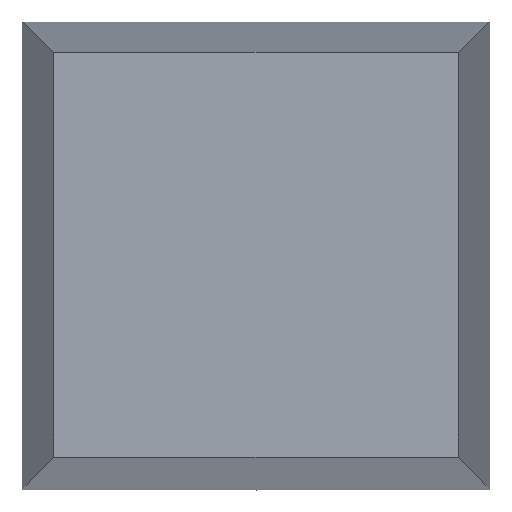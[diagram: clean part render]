
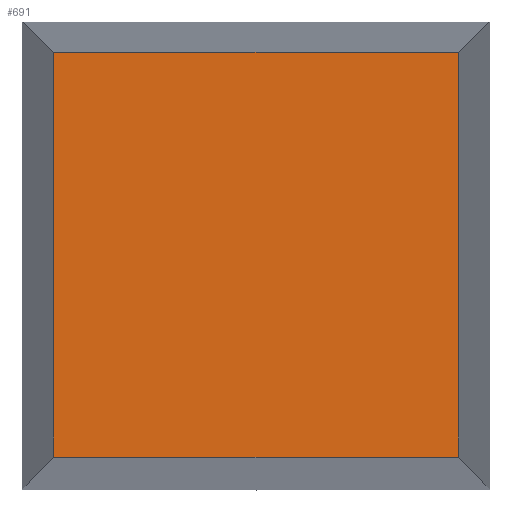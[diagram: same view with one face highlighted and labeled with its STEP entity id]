
A CAD part, top view. The second image highlights one B-rep face of the part: STEP entity #691.
In plain terms, the highlighted planar face has unit normal (0, 0, 1).
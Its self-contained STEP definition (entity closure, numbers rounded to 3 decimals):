
#213 = B_SPLINE_SURFACE_WITH_KNOTS('',1,1,(
    (#214,#215)
    ,(#216,#217
    )),.UNSPECIFIED.,.F.,.F.,.F.,(2,2),(2,2),(0.,0.064),(0.,
    1.),.PIECEWISE_BEZIER_KNOTS.);
#214 = CARTESIAN_POINT('',(0.032,-0.032,0.));
#215 = CARTESIAN_POINT('',(0.028,-0.028,0.1));
#216 = CARTESIAN_POINT('',(0.032,0.032,0.));
#217 = CARTESIAN_POINT('',(0.028,0.028,0.1));
#239 = B_SPLINE_SURFACE_WITH_KNOTS('',1,1,(
    (#240,#241)
    ,(#242,#243
    )),.UNSPECIFIED.,.F.,.F.,.F.,(2,2),(2,2),(0.,0.064),(0.,
    1.),.PIECEWISE_BEZIER_KNOTS.);
#240 = CARTESIAN_POINT('',(-0.032,-0.032,0.));
#241 = CARTESIAN_POINT('',(-0.028,-0.028,0.1)
  );
#242 = CARTESIAN_POINT('',(0.032,-0.032,0.));
#243 = CARTESIAN_POINT('',(0.028,-0.028,0.1));
#270 = B_SPLINE_SURFACE_WITH_KNOTS('',1,1,(
    (#271,#272)
    ,(#273,#274
    )),.UNSPECIFIED.,.F.,.F.,.F.,(2,2),(2,2),(0.,0.064),(0.,
    1.),.PIECEWISE_BEZIER_KNOTS.);
#271 = CARTESIAN_POINT('',(-0.032,0.032,0.));
#272 = CARTESIAN_POINT('',(-0.028,0.028,0.1));
#273 = CARTESIAN_POINT('',(-0.032,-0.032,0.));
#274 = CARTESIAN_POINT('',(-0.028,-0.028,0.1)
  );
#323 = B_SPLINE_SURFACE_WITH_KNOTS('',1,1,(
    (#324,#325)
    ,(#326,#327
    )),.UNSPECIFIED.,.F.,.F.,.F.,(2,2),(2,2),(0.,0.064),(0.,
    1.),.PIECEWISE_BEZIER_KNOTS.);
#324 = CARTESIAN_POINT('',(0.032,0.032,0.));
#325 = CARTESIAN_POINT('',(0.028,0.028,0.1));
#326 = CARTESIAN_POINT('',(-0.032,0.032,0.));
#327 = CARTESIAN_POINT('',(-0.028,0.028,0.1));
#446 = VERTEX_POINT('',#447);
#447 = CARTESIAN_POINT('',(0.028,-0.028,0.1));
#467 = EDGE_CURVE('',#468,#446,#470,.T.);
#468 = VERTEX_POINT('',#469);
#469 = CARTESIAN_POINT('',(-0.028,-0.028,0.1)
  );
#470 = SURFACE_CURVE('',#471,(#475,#481),.PCURVE_S1.);
#471 = LINE('',#472,#473);
#472 = CARTESIAN_POINT('',(-0.028,-0.028,0.1)
  );
#473 = VECTOR('',#474,1.);
#474 = DIRECTION('',(1.,0.,0.));
#475 = PCURVE('',#239,#476);
#476 = DEFINITIONAL_REPRESENTATION('',(#477),#480);
#477 = B_SPLINE_CURVE_WITH_KNOTS('',1,(#478,#479),.UNSPECIFIED.,.F.,.F.,
  (2,2),(0.,0.056),.PIECEWISE_BEZIER_KNOTS.);
#478 = CARTESIAN_POINT('',(0.,1.));
#479 = CARTESIAN_POINT('',(0.064,1.));
#480 = ( GEOMETRIC_REPRESENTATION_CONTEXT(2) 
PARAMETRIC_REPRESENTATION_CONTEXT() REPRESENTATION_CONTEXT('2D SPACE',''
  ) );
#481 = PCURVE('',#482,#487);
#482 = PLANE('',#483);
#483 = AXIS2_PLACEMENT_3D('',#484,#485,#486);
#484 = CARTESIAN_POINT('',(0.028,0.028,0.1));
#485 = DIRECTION('',(-0.,0.,-1.));
#486 = DIRECTION('',(-0.707,-0.707,0.));
#487 = DEFINITIONAL_REPRESENTATION('',(#488),#492);
#488 = LINE('',#489,#490);
#489 = CARTESIAN_POINT('',(0.079,0.));
#490 = VECTOR('',#491,1.);
#491 = DIRECTION('',(-0.707,-0.707));
#492 = ( GEOMETRIC_REPRESENTATION_CONTEXT(2) 
PARAMETRIC_REPRESENTATION_CONTEXT() REPRESENTATION_CONTEXT('2D SPACE',''
  ) );
#520 = VERTEX_POINT('',#521);
#521 = CARTESIAN_POINT('',(0.028,0.028,0.1));
#541 = EDGE_CURVE('',#446,#520,#542,.T.);
#542 = SURFACE_CURVE('',#543,(#547,#553),.PCURVE_S1.);
#543 = LINE('',#544,#545);
#544 = CARTESIAN_POINT('',(0.028,-0.028,0.1));
#545 = VECTOR('',#546,1.);
#546 = DIRECTION('',(0.,1.,0.));
#547 = PCURVE('',#213,#548);
#548 = DEFINITIONAL_REPRESENTATION('',(#549),#552);
#549 = B_SPLINE_CURVE_WITH_KNOTS('',1,(#550,#551),.UNSPECIFIED.,.F.,.F.,
  (2,2),(0.,0.056),.PIECEWISE_BEZIER_KNOTS.);
#550 = CARTESIAN_POINT('',(0.,1.));
#551 = CARTESIAN_POINT('',(0.064,1.));
#552 = ( GEOMETRIC_REPRESENTATION_CONTEXT(2) 
PARAMETRIC_REPRESENTATION_CONTEXT() REPRESENTATION_CONTEXT('2D SPACE',''
  ) );
#553 = PCURVE('',#482,#554);
#554 = DEFINITIONAL_REPRESENTATION('',(#555),#559);
#555 = LINE('',#556,#557);
#556 = CARTESIAN_POINT('',(0.039,-0.039));
#557 = VECTOR('',#558,1.);
#558 = DIRECTION('',(-0.707,0.707));
#559 = ( GEOMETRIC_REPRESENTATION_CONTEXT(2) 
PARAMETRIC_REPRESENTATION_CONTEXT() REPRESENTATION_CONTEXT('2D SPACE',''
  ) );
#568 = EDGE_CURVE('',#569,#468,#571,.T.);
#569 = VERTEX_POINT('',#570);
#570 = CARTESIAN_POINT('',(-0.028,0.028,0.1));
#571 = SURFACE_CURVE('',#572,(#576,#582),.PCURVE_S1.);
#572 = LINE('',#573,#574);
#573 = CARTESIAN_POINT('',(-0.028,0.028,0.1));
#574 = VECTOR('',#575,1.);
#575 = DIRECTION('',(0.,-1.,0.));
#576 = PCURVE('',#270,#577);
#577 = DEFINITIONAL_REPRESENTATION('',(#578),#581);
#578 = B_SPLINE_CURVE_WITH_KNOTS('',1,(#579,#580),.UNSPECIFIED.,.F.,.F.,
  (2,2),(0.,0.056),.PIECEWISE_BEZIER_KNOTS.);
#579 = CARTESIAN_POINT('',(0.,1.));
#580 = CARTESIAN_POINT('',(0.064,1.));
#581 = ( GEOMETRIC_REPRESENTATION_CONTEXT(2) 
PARAMETRIC_REPRESENTATION_CONTEXT() REPRESENTATION_CONTEXT('2D SPACE',''
  ) );
#582 = PCURVE('',#482,#583);
#583 = DEFINITIONAL_REPRESENTATION('',(#584),#588);
#584 = LINE('',#585,#586);
#585 = CARTESIAN_POINT('',(0.039,0.039));
#586 = VECTOR('',#587,1.);
#587 = DIRECTION('',(0.707,-0.707));
#588 = ( GEOMETRIC_REPRESENTATION_CONTEXT(2) 
PARAMETRIC_REPRESENTATION_CONTEXT() REPRESENTATION_CONTEXT('2D SPACE',''
  ) );
#616 = EDGE_CURVE('',#520,#569,#617,.T.);
#617 = SURFACE_CURVE('',#618,(#622,#628),.PCURVE_S1.);
#618 = LINE('',#619,#620);
#619 = CARTESIAN_POINT('',(0.028,0.028,0.1));
#620 = VECTOR('',#621,1.);
#621 = DIRECTION('',(-1.,0.,0.));
#622 = PCURVE('',#323,#623);
#623 = DEFINITIONAL_REPRESENTATION('',(#624),#627);
#624 = B_SPLINE_CURVE_WITH_KNOTS('',1,(#625,#626),.UNSPECIFIED.,.F.,.F.,
  (2,2),(0.,0.056),.PIECEWISE_BEZIER_KNOTS.);
#625 = CARTESIAN_POINT('',(0.,1.));
#626 = CARTESIAN_POINT('',(0.064,1.));
#627 = ( GEOMETRIC_REPRESENTATION_CONTEXT(2) 
PARAMETRIC_REPRESENTATION_CONTEXT() REPRESENTATION_CONTEXT('2D SPACE',''
  ) );
#628 = PCURVE('',#482,#629);
#629 = DEFINITIONAL_REPRESENTATION('',(#630),#634);
#630 = LINE('',#631,#632);
#631 = CARTESIAN_POINT('',(0.,0.));
#632 = VECTOR('',#633,1.);
#633 = DIRECTION('',(0.707,0.707));
#634 = ( GEOMETRIC_REPRESENTATION_CONTEXT(2) 
PARAMETRIC_REPRESENTATION_CONTEXT() REPRESENTATION_CONTEXT('2D SPACE',''
  ) );
#691 = ADVANCED_FACE('',(#692),#482,.F.);
#692 = FACE_BOUND('',#693,.T.);
#693 = EDGE_LOOP('',(#694,#695,#696,#697));
#694 = ORIENTED_EDGE('',*,*,#616,.T.);
#695 = ORIENTED_EDGE('',*,*,#568,.T.);
#696 = ORIENTED_EDGE('',*,*,#467,.T.);
#697 = ORIENTED_EDGE('',*,*,#541,.T.);
